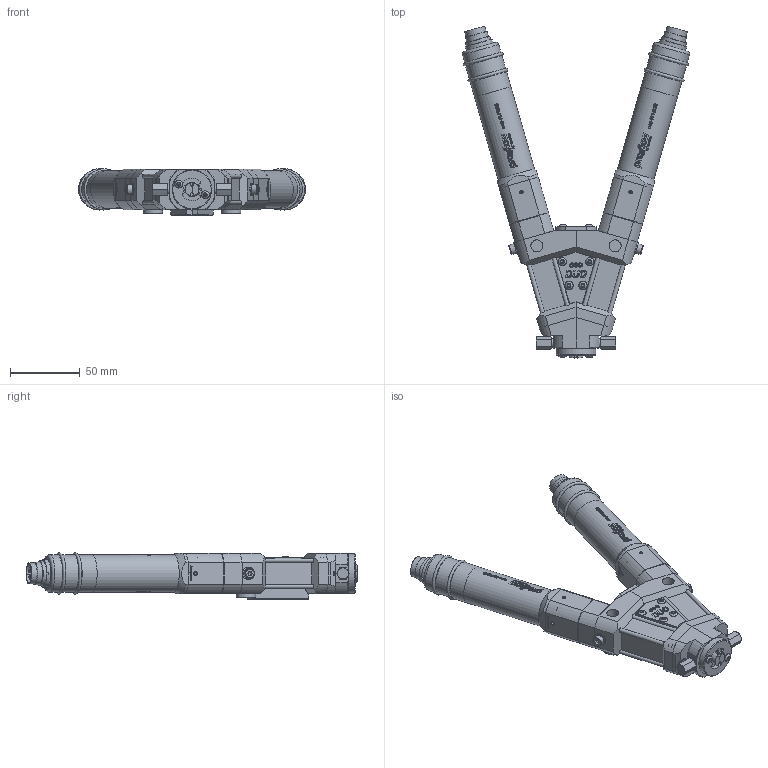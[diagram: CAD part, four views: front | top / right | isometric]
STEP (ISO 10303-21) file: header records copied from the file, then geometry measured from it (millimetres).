
FILE_DESCRIPTION (( 'STEP AP203' ), '1' );
FILE_NAME ('step - 21529 - 05.05.2021.STEP', '2021-05-05T10:46:57', ( '' ), ( '' ), 'SwSTEP 2.0', 'SolidWorks 2020', '' );
FILE_SCHEMA (( 'CONFIG_CONTROL_DESIGN' ));
Length unit declared in the file: millimetre
Products named in the file (31): 130061_20077; 20373; DIN 914 - M3 x 5-C-5_DIN 914 - M3 x 5-C-5; DIN 912 M3 x 65 --- 18C-5_DIN 912 M3 x 65 --- 18C-5; 20364_rot eloxiert; 20186; 20360_Blau; ISO 7380 - M3 x 26 --- 26C-5_ISO 7380 - M3 x 26 --- 26C-5; 20492_21546 - eco-PEN330; 20592; DIN 912 M3 x 8 --- 8C-5_DIN 912 M3 x 8 --- 8C-5; 20059_20059 ; 130067_PreeFlow blau; Befestigungsplatten Set-+-DO003297; ISO 7380 - M3 x 8 --- 8C-5_ISO 7380 - M3 x 8 --- 8C-5; 20363_blau; DIN 912 M4 x 8 --- 8C-5_DIN 912 M4 x 8 --- 8C-5; 20369; Rotorstrang-Dichtungseinheit- V-2K-340-+-DO003247; 20391; step - 21529 - 05.05.2021; Antriebseinheit eco-PEN340-+-DO003496; 20361_20361; eco-DUO340-+-DO003224; 20365_blau; 20359_blau; Washer DIN 125 - A 4.3-5_Washer DIN 125 - A 4.3-5; 20493_21548; 21076; 20371_schwarz beschriftet; Kopie von 20832^Antriebseinheit eco-PEN340-+-DO003496
Assembly tree (57 placements, depth 5):
  step - 21529 - 05.05.2021
    eco-DUO340-+-DO003224
      20360_Blau  x2
      Rotorstrang-Dichtungseinheit- V-2K-340-+-DO003247  x2
        20186
          130067_PreeFlow blau
        DIN 914 - M3 x 5-C-5_DIN 914 - M3 x 5-C-5
        20359_blau
      DIN 912 M3 x 65 --- 18C-5_DIN 912 M3 x 65 --- 18C-5  x8
      20363_blau
      ISO 7380 - M3 x 8 --- 8C-5_ISO 7380 - M3 x 8 --- 8C-5  x6
      20364_rot eloxiert
      20365_blau
      20369  x2
      20373  x2
      Befestigungsplatten Set-+-DO003297
        20371_schwarz beschriftet
        ISO 7380 - M3 x 26 --- 26C-5_ISO 7380 - M3 x 26 --- 26C-5  x4
        20592
      Washer DIN 125 - A 4.3-5_Washer DIN 125 - A 4.3-5  x2
      DIN 912 M4 x 8 --- 8C-5_DIN 912 M4 x 8 --- 8C-5  x2
      20361_20361  x2
      20391  x2
        21076
      DIN 912 M3 x 8 --- 8C-5_DIN 912 M3 x 8 --- 8C-5  x2
    Antriebseinheit eco-PEN340-+-DO003496  x2
      20493_21548
      130061_20077
      20059_20059 
      Kopie von 20832^Antriebseinheit eco-PEN340-+-DO003496
      20492_21546 - eco-PEN330
Bounding box: 162.73 x 237.74 x 33.3 mm (x, y, z)
Volume: 211955.7 mm3; surface area: 126364.3 mm2
Topology: 59 solids, 59 shells, 2526 faces, 7101 edges, 5038 vertices
Faces by surface type: plane 1207, cylinder 675, bspline 286, cone 256, torus 92, sphere 10
Full cylindrical faces by diameter (mm): 0.6 x28, 0.7 x28, 1 x28, 1.9 x6, 2 x8, 2.075 x2, 2.4 x2, 2.5 x28, 3 x44, 3.1 x6, 3.2 x4, 3.3 x26, 4 x4, 4.3 x2, 4.5 x2, 5.5 x18, 5.6 x14, 5.7 x10, 6 x4, 6.8 x1, 7 x2, 8 x2, 8.3 x2, 8.566 x2, 9 x2, 9.72 x2, 10 x1, 11 x2, 12 x2, 13 x4
Entity records: 53293 total; most frequent: CARTESIAN_POINT 20134, ORIENTED_EDGE 6006, DIRECTION 5241, EDGE_CURVE 3003, VERTEX_POINT 2385, AXIS2_PLACEMENT_3D 1941, EDGE_LOOP 1880, FACE_OUTER_BOUND 1439
